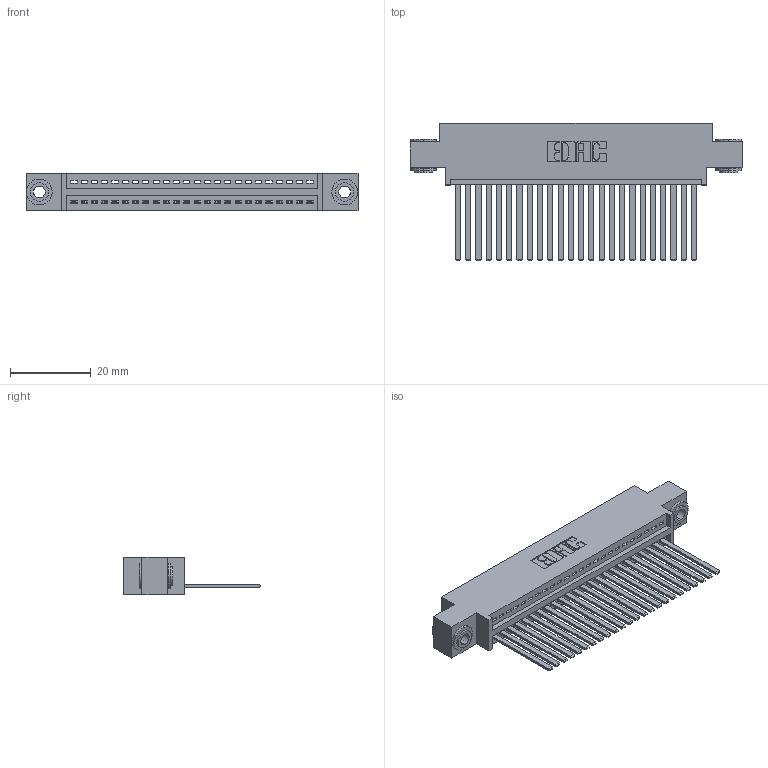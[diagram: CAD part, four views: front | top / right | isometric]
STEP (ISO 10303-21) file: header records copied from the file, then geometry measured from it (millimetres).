
FILE_DESCRIPTION (( 'STEP AP203' ), '1' );
FILE_NAME ('395-024-544-603.STEP', '2019-10-18T06:45:42', ( '' ), ( '' ), 'SwSTEP 2.0', 'SolidWorks 2016', '' );
FILE_SCHEMA (( 'CONFIG_CONTROL_DESIGN' ));
Length unit declared in the file: inch
Products named in the file (4): 345-250-002_345-250-002-102; 345-292-001_345-293-144; 345 Part_0.170 Offset - 0.156 Dia-TH; 395-024-544-603
Assembly tree (27 placements, depth 2):
  395-024-544-603
    345 Part_0.170 Offset - 0.156 Dia-TH
    345-292-001_345-293-144  x24
    345-250-002_345-250-002-102  x2
Bounding box: 82.17 x 33.96 x 9.4 mm (x, y, z)
Volume: 7841 mm3; surface area: 11350.8 mm2
Topology: 27 solids, 27 shells, 1416 faces, 4221 edges, 2778 vertices
Faces by surface type: plane 958, cylinder 450, cone 8
Entity records: 21084 total; most frequent: CARTESIAN_POINT 3631, ORIENTED_EDGE 3582, DIRECTION 3225, EDGE_CURVE 1791, LINE 1543, VECTOR 1543, VERTEX_POINT 1190, AXIS2_PLACEMENT_3D 841
